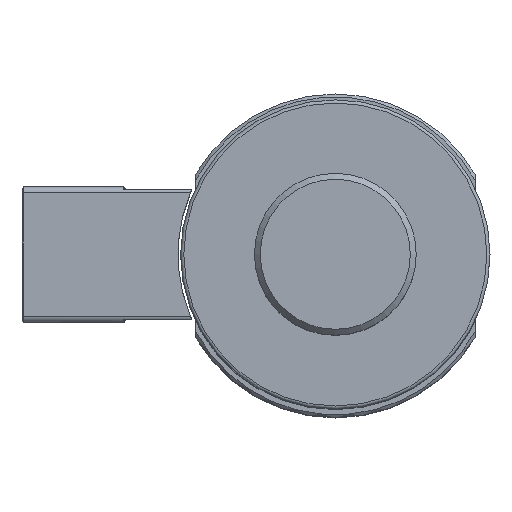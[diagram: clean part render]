
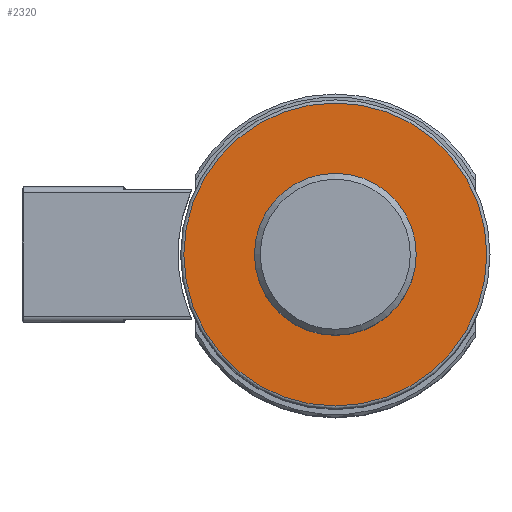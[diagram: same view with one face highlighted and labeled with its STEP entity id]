
A CAD part, top view. The second image highlights one B-rep face of the part: STEP entity #2320.
In plain terms, the highlighted planar face has unit normal (0, 0, 1).
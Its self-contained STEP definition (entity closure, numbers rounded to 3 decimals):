
#397=PLANE('',#2516);
#479=FACE_BOUND('',#730,.T.);
#540=FACE_OUTER_BOUND('',#729,.T.);
#729=EDGE_LOOP('',(#1641));
#730=EDGE_LOOP('',(#1642));
#937=CIRCLE('',#2517,51.5);
#938=CIRCLE('',#2518,27.5);
#1074=VERTEX_POINT('',#3591);
#1075=VERTEX_POINT('',#3593);
#1295=EDGE_CURVE('',#1074,#1074,#937,.T.);
#1296=EDGE_CURVE('',#1075,#1075,#938,.T.);
#1641=ORIENTED_EDGE('',*,*,#1295,.F.);
#1642=ORIENTED_EDGE('',*,*,#1296,.F.);
#2320=ADVANCED_FACE('',(#540,#479),#397,.T.);
#2516=AXIS2_PLACEMENT_3D('',#3590,#2871,#2872);
#2517=AXIS2_PLACEMENT_3D('',#3592,#2873,#2874);
#2518=AXIS2_PLACEMENT_3D('',#3594,#2875,#2876);
#2871=DIRECTION('center_axis',(0.,0.,
1.));
#2872=DIRECTION('ref_axis',(0.,-1.,0.));
#2873=DIRECTION('center_axis',(0.,0.,
-1.));
#2874=DIRECTION('ref_axis',(1.,0.,0.));
#2875=DIRECTION('center_axis',(0.,0.,
1.));
#2876=DIRECTION('ref_axis',(0.,1.,0.));
#3590=CARTESIAN_POINT('Origin',(51.134,0.,
329.26));
#3591=CARTESIAN_POINT('',(51.5,0.,329.26));
#3592=CARTESIAN_POINT('Origin',(0.,0.,
329.26));
#3593=CARTESIAN_POINT('',(0.,-27.5,329.26));
#3594=CARTESIAN_POINT('Origin',(0.,0.,
329.26));
